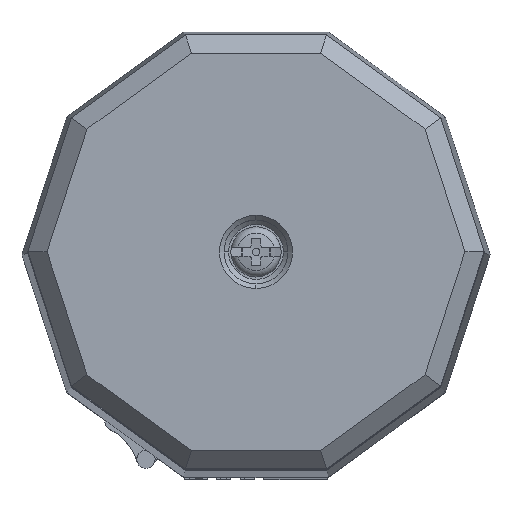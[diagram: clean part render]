
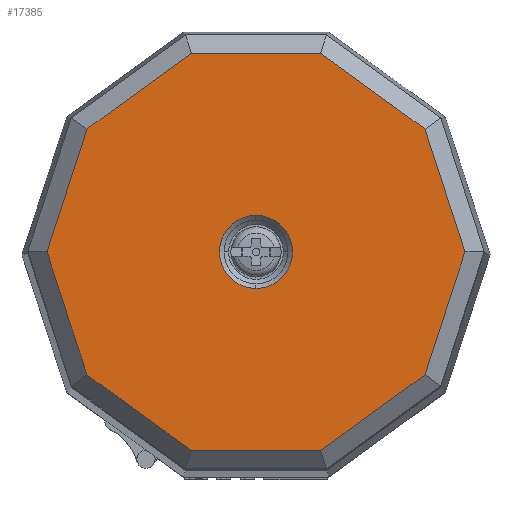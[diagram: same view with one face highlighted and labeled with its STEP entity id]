
A CAD part, top view. The second image highlights one B-rep face of the part: STEP entity #17385.
In plain terms, the highlighted planar face has unit normal (0, 0, 1).
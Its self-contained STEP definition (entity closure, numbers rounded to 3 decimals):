
#16617=CARTESIAN_POINT('',(0.,-4.,205.));
#16618=VERTEX_POINT('',#16617);
#16627=CARTESIAN_POINT('',(0.,4.,205.));
#16628=VERTEX_POINT('',#16627);
#16629=CARTESIAN_POINT('',(0.,0.,205.));
#16630=DIRECTION('',(0.0,0.0,1.0));
#16631=DIRECTION('',(0.0,-1.0,0.0));
#16632=AXIS2_PLACEMENT_3D('',#16629,#16630,#16631);
#16633=CIRCLE('',#16632,4.0);
#16634=EDGE_CURVE('',#16618,#16628,#16633,.T.);
#17123=CARTESIAN_POINT('',(-7.067,-21.75,205.));
#17124=VERTEX_POINT('',#17123);
#17125=CARTESIAN_POINT('',(-18.502,-13.442,205.));
#17126=VERTEX_POINT('',#17125);
#17127=CARTESIAN_POINT('',(-7.067,-21.75,205.));
#17128=DIRECTION('',(-0.809,0.588,0.0));
#17129=VECTOR('',#17128,14.134);
#17130=LINE('',#17127,#17129);
#17131=EDGE_CURVE('',#17124,#17126,#17130,.T.);
#17154=CARTESIAN_POINT('',(-22.869,0.,205.));
#17155=VERTEX_POINT('',#17154);
#17156=CARTESIAN_POINT('',(-18.502,-13.442,205.));
#17157=DIRECTION('',(-0.309,0.951,0.0));
#17158=VECTOR('',#17157,14.134);
#17159=LINE('',#17156,#17158);
#17160=EDGE_CURVE('',#17126,#17155,#17159,.T.);
#17178=CARTESIAN_POINT('',(-18.502,13.442,205.));
#17179=VERTEX_POINT('',#17178);
#17180=CARTESIAN_POINT('',(-22.869,0.,205.));
#17181=DIRECTION('',(0.309,0.951,0.0));
#17182=VECTOR('',#17181,14.134);
#17183=LINE('',#17180,#17182);
#17184=EDGE_CURVE('',#17155,#17179,#17183,.T.);
#17202=CARTESIAN_POINT('',(-7.067,21.75,205.));
#17203=VERTEX_POINT('',#17202);
#17204=CARTESIAN_POINT('',(-18.502,13.442,205.));
#17205=DIRECTION('',(0.809,0.588,0.0));
#17206=VECTOR('',#17205,14.134);
#17207=LINE('',#17204,#17206);
#17208=EDGE_CURVE('',#17179,#17203,#17207,.T.);
#17226=CARTESIAN_POINT('',(7.067,21.75,205.));
#17227=VERTEX_POINT('',#17226);
#17228=CARTESIAN_POINT('',(-7.067,21.75,205.));
#17229=DIRECTION('',(1.0,0.0,0.0));
#17230=VECTOR('',#17229,14.134);
#17231=LINE('',#17228,#17230);
#17232=EDGE_CURVE('',#17203,#17227,#17231,.T.);
#17250=CARTESIAN_POINT('',(18.502,13.442,205.));
#17251=VERTEX_POINT('',#17250);
#17252=CARTESIAN_POINT('',(7.067,21.75,205.));
#17253=DIRECTION('',(0.809,-0.588,0.0));
#17254=VECTOR('',#17253,14.134);
#17255=LINE('',#17252,#17254);
#17256=EDGE_CURVE('',#17227,#17251,#17255,.T.);
#17274=CARTESIAN_POINT('',(22.869,0.,205.));
#17275=VERTEX_POINT('',#17274);
#17276=CARTESIAN_POINT('',(18.502,13.442,205.));
#17277=DIRECTION('',(0.309,-0.951,0.0));
#17278=VECTOR('',#17277,14.134);
#17279=LINE('',#17276,#17278);
#17280=EDGE_CURVE('',#17251,#17275,#17279,.T.);
#17298=CARTESIAN_POINT('',(18.502,-13.442,205.));
#17299=VERTEX_POINT('',#17298);
#17300=CARTESIAN_POINT('',(22.869,0.,205.));
#17301=DIRECTION('',(-0.309,-0.951,0.0));
#17302=VECTOR('',#17301,14.134);
#17303=LINE('',#17300,#17302);
#17304=EDGE_CURVE('',#17275,#17299,#17303,.T.);
#17322=CARTESIAN_POINT('',(7.067,-21.75,205.));
#17323=VERTEX_POINT('',#17322);
#17324=CARTESIAN_POINT('',(18.502,-13.442,205.));
#17325=DIRECTION('',(-0.809,-0.588,0.0));
#17326=VECTOR('',#17325,14.134);
#17327=LINE('',#17324,#17326);
#17328=EDGE_CURVE('',#17299,#17323,#17327,.T.);
#17346=CARTESIAN_POINT('',(7.067,-21.75,205.));
#17347=DIRECTION('',(-1.0,0.0,0.0));
#17348=VECTOR('',#17347,14.134);
#17349=LINE('',#17346,#17348);
#17350=EDGE_CURVE('',#17323,#17124,#17349,.T.);
#17358=CARTESIAN_POINT('',(-25.156,-23.925,205.));
#17359=DIRECTION('',(0.0,0.0,1.0));
#17360=DIRECTION('',(1.0,0.0,0.0));
#17361=AXIS2_PLACEMENT_3D('',#17358,#17359,#17360);
#17362=PLANE('',#17361);
#17363=ORIENTED_EDGE('',*,*,#17131,.F.);
#17364=ORIENTED_EDGE('',*,*,#17350,.F.);
#17365=ORIENTED_EDGE('',*,*,#17328,.F.);
#17366=ORIENTED_EDGE('',*,*,#17304,.F.);
#17367=ORIENTED_EDGE('',*,*,#17280,.F.);
#17368=ORIENTED_EDGE('',*,*,#17256,.F.);
#17369=ORIENTED_EDGE('',*,*,#17232,.F.);
#17370=ORIENTED_EDGE('',*,*,#17208,.F.);
#17371=ORIENTED_EDGE('',*,*,#17184,.F.);
#17372=ORIENTED_EDGE('',*,*,#17160,.F.);
#17373=EDGE_LOOP('',(#17363,#17364,#17365,#17366,#17367,#17368,#17369,#17370,#17371,#17372));
#17374=FACE_OUTER_BOUND('',#17373,.T.);
#17375=CARTESIAN_POINT('',(0.,0.,205.));
#17376=DIRECTION('',(0.0,0.0,1.0));
#17377=DIRECTION('',(0.0,-1.0,0.0));
#17378=AXIS2_PLACEMENT_3D('',#17375,#17376,#17377);
#17379=CIRCLE('',#17378,4.0);
#17380=EDGE_CURVE('',#16628,#16618,#17379,.T.);
#17381=ORIENTED_EDGE('',*,*,#17380,.F.);
#17382=ORIENTED_EDGE('',*,*,#16634,.F.);
#17383=EDGE_LOOP('',(#17381,#17382));
#17384=FACE_BOUND('',#17383,.T.);
#17385=ADVANCED_FACE('',(#17374,#17384),#17362,.T.);
